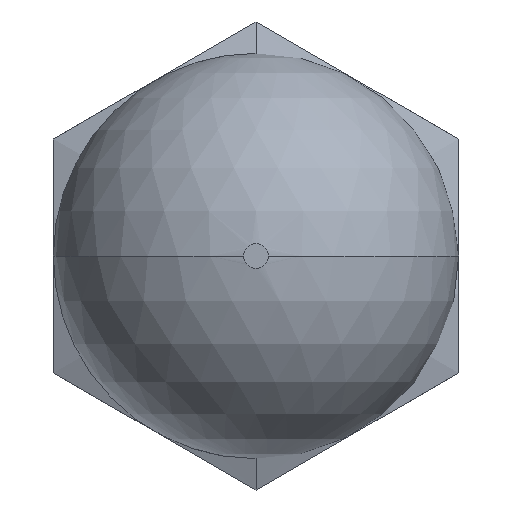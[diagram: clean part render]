
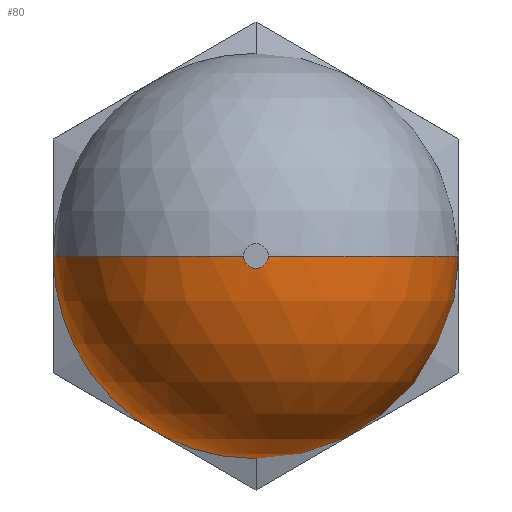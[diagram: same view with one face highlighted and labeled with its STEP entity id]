
A CAD part, front view. The second image highlights one B-rep face of the part: STEP entity #80.
In plain terms, the highlighted spherical face has radius 11 mm.
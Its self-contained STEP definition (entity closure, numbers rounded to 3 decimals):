
#2 = EDGE_CURVE ( 'NONE', #789, #401, #208, .T. ) ;
#20 = CARTESIAN_POINT ( 'NONE',  ( 0., -21.047, 0. ) ) ;
#38 = CARTESIAN_POINT ( 'NONE',  ( -0.663, -32.027, 0. ) ) ;
#43 = AXIS2_PLACEMENT_3D ( 'NONE', #532, #529, #525 ) ;
#57 = AXIS2_PLACEMENT_3D ( 'NONE', #607, #581, #568 ) ;
#67 = AXIS2_PLACEMENT_3D ( 'NONE', #662, #656, #652 ) ;
#79 = CIRCLE ( 'NONE', #67, 7.5 ) ;
#80 = ADVANCED_FACE ( 'NONE', ( #163 ), #178, .T. ) ;
#85 = AXIS2_PLACEMENT_3D ( 'NONE', #20, #993, #1031 ) ;
#109 = CARTESIAN_POINT ( 'NONE',  ( 7.5, -13., 0. ) ) ;
#138 = CARTESIAN_POINT ( 'NONE',  ( -7.5, -13., 0. ) ) ;
#141 = CARTESIAN_POINT ( 'NONE',  ( 0., -13., -7.5 ) ) ;
#143 = CARTESIAN_POINT ( 'NONE',  ( 0., -32.027, 0. ) ) ;
#145 = DIRECTION ( 'NONE',  ( 0., 0., 1. ) ) ;
#147 = DIRECTION ( 'NONE',  ( 0., 1., 0. ) ) ;
#158 = AXIS2_PLACEMENT_3D ( 'NONE', #704, #523, #427 ) ;
#163 = FACE_OUTER_BOUND ( 'NONE', #387, .T. ) ;
#178 = SPHERICAL_SURFACE ( 'NONE', #85, 11. ) ;
#208 = CIRCLE ( 'NONE', #158, 7.5 ) ;
#210 = EDGE_CURVE ( 'NONE', #411, #789, #79, .T. ) ;
#232 = EDGE_CURVE ( 'NONE', #692, #411, #961, .T. ) ;
#248 = EDGE_CURVE ( 'NONE', #463, #401, #971, .T. ) ;
#387 = EDGE_LOOP ( 'NONE', ( #397, #934, #631, #443, #774 ) ) ;
#397 = ORIENTED_EDGE ( 'NONE', *, *, #232, .F. ) ;
#401 = VERTEX_POINT ( 'NONE', #138 ) ;
#411 = VERTEX_POINT ( 'NONE', #109 ) ;
#414 = AXIS2_PLACEMENT_3D ( 'NONE', #143, #147, #145 ) ;
#427 = DIRECTION ( 'NONE',  ( 0., 0., 1. ) ) ;
#443 = ORIENTED_EDGE ( 'NONE', *, *, #2, .F. ) ;
#463 = VERTEX_POINT ( 'NONE', #38 ) ;
#523 = DIRECTION ( 'NONE',  ( 0., 1., 0. ) ) ;
#525 = DIRECTION ( 'NONE',  ( -1., 0., 0. ) ) ;
#529 = DIRECTION ( 'NONE',  ( 0., 0., -1. ) ) ;
#532 = CARTESIAN_POINT ( 'NONE',  ( 0., -21.047, 0. ) ) ;
#568 = DIRECTION ( 'NONE',  ( 1., 0., 0. ) ) ;
#581 = DIRECTION ( 'NONE',  ( 0., 0., 1. ) ) ;
#607 = CARTESIAN_POINT ( 'NONE',  ( 0., -21.047, 0. ) ) ;
#631 = ORIENTED_EDGE ( 'NONE', *, *, #248, .T. ) ;
#652 = DIRECTION ( 'NONE',  ( 0., 0., 1. ) ) ;
#656 = DIRECTION ( 'NONE',  ( 0., 1., 0. ) ) ;
#662 = CARTESIAN_POINT ( 'NONE',  ( 0., -13., 0. ) ) ;
#692 = VERTEX_POINT ( 'NONE', #921 ) ;
#704 = CARTESIAN_POINT ( 'NONE',  ( 0., -13., 0. ) ) ;
#752 = CIRCLE ( 'NONE', #414, 0.663 ) ;
#771 = EDGE_CURVE ( 'NONE', #692, #463, #752, .T. ) ;
#774 = ORIENTED_EDGE ( 'NONE', *, *, #210, .F. ) ;
#789 = VERTEX_POINT ( 'NONE', #141 ) ;
#921 = CARTESIAN_POINT ( 'NONE',  ( 0.663, -32.027, 0. ) ) ;
#934 = ORIENTED_EDGE ( 'NONE', *, *, #771, .T. ) ;
#961 = CIRCLE ( 'NONE', #57, 11. ) ;
#971 = CIRCLE ( 'NONE', #43, 11. ) ;
#993 = DIRECTION ( 'NONE',  ( 0., 0., 1. ) ) ;
#1031 = DIRECTION ( 'NONE',  ( -1., 0., 0. ) ) ;
